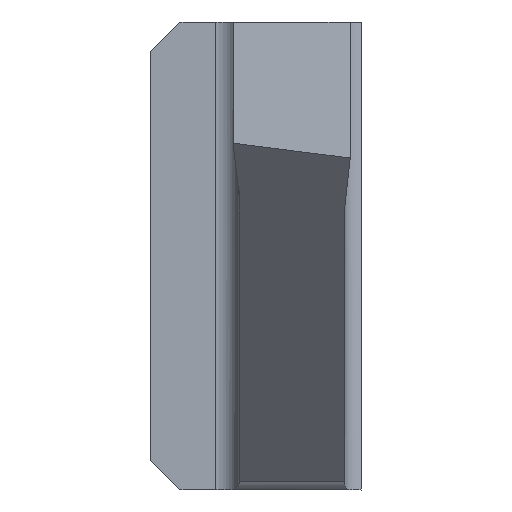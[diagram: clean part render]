
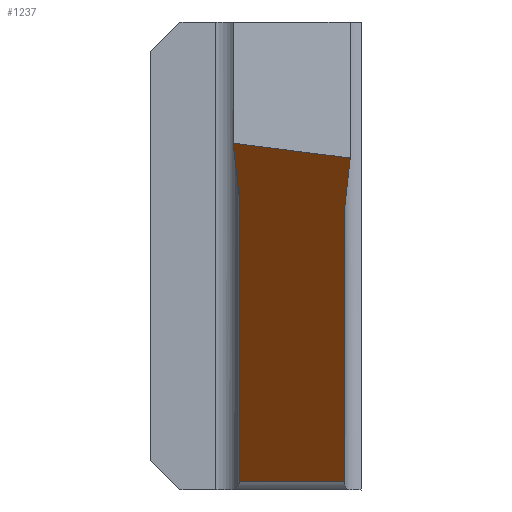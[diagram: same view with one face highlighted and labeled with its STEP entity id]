
A CAD part, front view. The second image highlights one B-rep face of the part: STEP entity #1237.
In plain terms, the highlighted planar face has unit normal (0, -0.427, -0.904).
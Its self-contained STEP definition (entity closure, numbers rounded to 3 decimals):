
#763=CARTESIAN_POINT('',(1.51,1.908,-2.974));
#764=VERTEX_POINT('',#763);
#775=CARTESIAN_POINT('',(1.51,1.908,-2.974));
#776=DIRECTION('',(0.,0.904,-0.427));
#777=VECTOR('',#776,11.409);
#778=LINE('',#775,#777);
#779=CARTESIAN_POINT('',(1.51,12.223,-7.85));
#780=VERTEX_POINT('',#779);
#781=EDGE_CURVE('',#764,#780,#778,.T.);
#869=CARTESIAN_POINT('',(3.31,12.223,-7.85));
#870=DIRECTION('',(-1.,0.,0.));
#871=VECTOR('',#870,1.8);
#872=LINE('',#869,#871);
#873=CARTESIAN_POINT('',(3.31,12.223,-7.85));
#874=VERTEX_POINT('',#873);
#875=EDGE_CURVE('',#874,#780,#872,.T.);
#931=CARTESIAN_POINT('',(3.31,12.223,-7.85));
#932=DIRECTION('',(0.,-0.904,0.427));
#933=VECTOR('',#932,10.817);
#934=LINE('',#931,#933);
#935=CARTESIAN_POINT('',(3.31,2.444,-3.227));
#936=VERTEX_POINT('',#935);
#937=EDGE_CURVE('',#874,#936,#934,.T.);
#1043=CARTESIAN_POINT('',(3.31,2.444,-3.227));
#1044=DIRECTION('',(0.047,-0.903,0.427));
#1045=VECTOR('',#1044,2.113);
#1046=LINE('',#1043,#1045);
#1047=CARTESIAN_POINT('',(3.41,0.536,-2.326));
#1048=VERTEX_POINT('',#1047);
#1049=EDGE_CURVE('',#936,#1048,#1046,.T.);
#1114=CARTESIAN_POINT('',(3.41,0.536,-2.326));
#1115=DIRECTION('',(-0.959,-0.257,0.121));
#1116=VECTOR('',#1115,2.086);
#1117=LINE('',#1114,#1116);
#1118=CARTESIAN_POINT('',(1.41,0.,-2.072));
#1119=VERTEX_POINT('',#1118);
#1120=EDGE_CURVE('',#1048,#1119,#1117,.T.);
#1171=CARTESIAN_POINT('',(2.905,5.638,-4.737));
#1172=DIRECTION('',(0.,0.427,0.904));
#1173=DIRECTION('',(0.,-0.386,0.183));
#1174=AXIS2_PLACEMENT_3D('',#1171,#1172,#1173);
#1175=PLANE('',#1174);
#1176=ORIENTED_EDGE('Edge 1004',*,*,#781,.T.);
#1185=CARTESIAN_POINT('',(1.41,0.,-2.072));
#1186=DIRECTION('',(0.047,0.903,-0.427));
#1187=VECTOR('',#1186,2.113);
#1188=LINE('',#1185,#1187);
#1189=EDGE_CURVE('',#1119,#764,#1188,.T.);
#1190=ORIENTED_EDGE('Edge 216',*,*,#1189,.T.);
#1199=ORIENTED_EDGE('Edge 221',*,*,#1120,.T.);
#1208=ORIENTED_EDGE('Edge 226',*,*,#1049,.T.);
#1217=ORIENTED_EDGE('Edge 960',*,*,#937,.T.);
#1226=ORIENTED_EDGE('Edge 236',*,*,#875,.F.);
#1235=EDGE_LOOP('',(#1226,#1217,#1208,#1199,#1190,#1176));
#1236=FACE_OUTER_BOUND('Loop 237',#1235,.T.);
#1237=ADVANCED_FACE('Face 238',(#1236),#1175,.F.);
